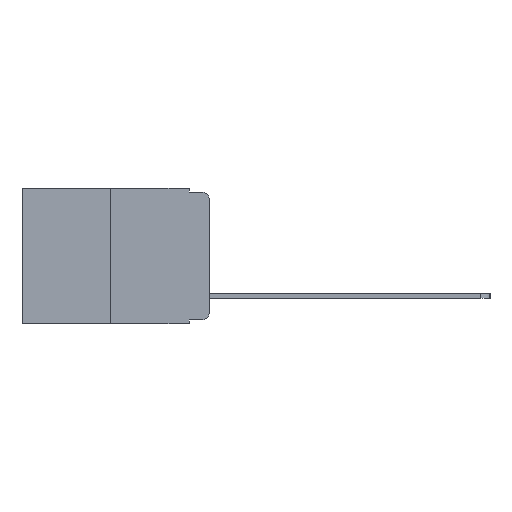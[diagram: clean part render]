
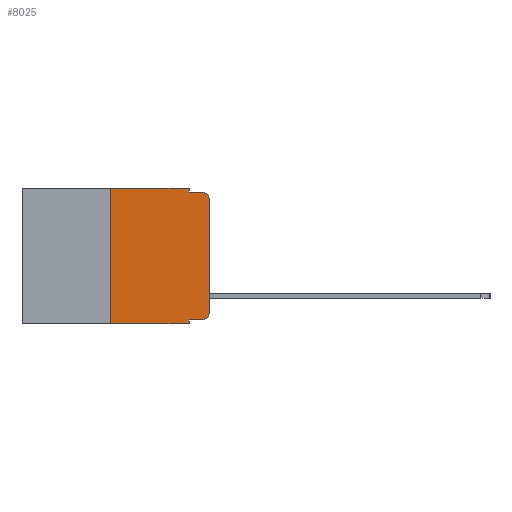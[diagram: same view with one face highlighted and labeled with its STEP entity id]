
A CAD part, left-side view. The second image highlights one B-rep face of the part: STEP entity #8025.
In plain terms, the highlighted planar face has unit normal (-1, 0, 0).
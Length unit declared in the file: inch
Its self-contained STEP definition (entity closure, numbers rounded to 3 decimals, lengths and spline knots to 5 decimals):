
#371 = EDGE_CURVE ( 'NONE', #4390, #2065, #10204, .T. ) ;
#550 = VERTEX_POINT ( 'NONE', #20345 ) ;
#736 = PLANE ( 'NONE',  #807 ) ;
#807 = AXIS2_PLACEMENT_3D ( 'NONE', #16811, #5802, #16868 ) ;
#968 = CARTESIAN_POINT ( 'NONE',  ( 0., 0.02, -0.01 ) ) ;
#1151 = LINE ( 'NONE', #13255, #13604 ) ;
#1210 = ORIENTED_EDGE ( 'NONE', *, *, #371, .T. ) ;
#1875 = DIRECTION ( 'NONE',  ( -1., 0., 0. ) ) ;
#1962 = LINE ( 'NONE', #15843, #18419 ) ;
#2065 = VERTEX_POINT ( 'NONE', #6274 ) ;
#2354 = EDGE_CURVE ( 'NONE', #4270, #3731, #12364, .T. ) ;
#2437 = CIRCLE ( 'NONE', #16082, 0.02 ) ;
#2517 = CARTESIAN_POINT ( 'NONE',  ( 0., 0., 0. ) ) ;
#3041 = EDGE_CURVE ( 'NONE', #4270, #14025, #1151, .T. ) ;
#3093 = ORIENTED_EDGE ( 'NONE', *, *, #3041, .F. ) ;
#3731 = VERTEX_POINT ( 'NONE', #13226 ) ;
#4006 = DIRECTION ( 'NONE',  ( -1., 0., 0. ) ) ;
#4054 = AXIS2_PLACEMENT_3D ( 'NONE', #13637, #4006, #15236 ) ;
#4260 = CARTESIAN_POINT ( 'NONE',  ( 0., 0.25, 0. ) ) ;
#4270 = VERTEX_POINT ( 'NONE', #16036 ) ;
#4390 = VERTEX_POINT ( 'NONE', #8346 ) ;
#4599 = VECTOR ( 'NONE', #20490, 39.37008 ) ;
#4978 = VECTOR ( 'NONE', #17506, 39.37008 ) ;
#5038 = CIRCLE ( 'NONE', #4054, 0.02 ) ;
#5126 = LINE ( 'NONE', #9485, #4599 ) ;
#5427 = VERTEX_POINT ( 'NONE', #9285 ) ;
#5802 = DIRECTION ( 'NONE',  ( 1., 0., 0. ) ) ;
#5836 = DIRECTION ( 'NONE',  ( 0., -1., 0. ) ) ;
#6225 = EDGE_CURVE ( 'NONE', #12544, #14025, #1962, .T. ) ;
#6274 = CARTESIAN_POINT ( 'NONE',  ( 0., 0., -0.03 ) ) ;
#6501 = CARTESIAN_POINT ( 'NONE',  ( 0., 0.25, 0. ) ) ;
#7195 = EDGE_CURVE ( 'NONE', #3731, #4390, #2437, .T. ) ;
#7699 = CARTESIAN_POINT ( 'NONE',  ( 0., 0.25, -0.343 ) ) ;
#8025 = ADVANCED_FACE ( 'NONE', ( #16703 ), #736, .F. ) ;
#8126 = CARTESIAN_POINT ( 'NONE',  ( 0., 0.051, -0.343 ) ) ;
#8293 = VERTEX_POINT ( 'NONE', #968 ) ;
#8346 = CARTESIAN_POINT ( 'NONE',  ( 0., 0., -0.313 ) ) ;
#8521 = EDGE_CURVE ( 'NONE', #12544, #12489, #17649, .T. ) ;
#8873 = EDGE_LOOP ( 'NONE', ( #1210, #19757, #12418, #13421, #18020, #17090, #18527, #3093, #17576, #20062 ) ) ;
#9285 = CARTESIAN_POINT ( 'NONE',  ( 0., 0.051, -0.01 ) ) ;
#9485 = CARTESIAN_POINT ( 'NONE',  ( 0., 0.051, -0.01 ) ) ;
#10204 = LINE ( 'NONE', #2517, #13448 ) ;
#11605 = CARTESIAN_POINT ( 'NONE',  ( 0., 0.02, -0.313 ) ) ;
#12364 = LINE ( 'NONE', #14961, #20185 ) ;
#12418 = ORIENTED_EDGE ( 'NONE', *, *, #17989, .F. ) ;
#12489 = VERTEX_POINT ( 'NONE', #4260 ) ;
#12544 = VERTEX_POINT ( 'NONE', #7699 ) ;
#13186 = DIRECTION ( 'NONE',  ( 0., 0., -1. ) ) ;
#13226 = CARTESIAN_POINT ( 'NONE',  ( 0., 0.02, -0.333 ) ) ;
#13255 = CARTESIAN_POINT ( 'NONE',  ( 0., 0.051, 0. ) ) ;
#13421 = ORIENTED_EDGE ( 'NONE', *, *, #14935, .F. ) ;
#13448 = VECTOR ( 'NONE', #14760, 39.37008 ) ;
#13604 = VECTOR ( 'NONE', #16422, 39.37008 ) ;
#13637 = CARTESIAN_POINT ( 'NONE',  ( 0., 0.02, -0.03 ) ) ;
#14025 = VERTEX_POINT ( 'NONE', #8126 ) ;
#14760 = DIRECTION ( 'NONE',  ( 0., 0., 1. ) ) ;
#14935 = EDGE_CURVE ( 'NONE', #550, #5427, #20299, .T. ) ;
#14961 = CARTESIAN_POINT ( 'NONE',  ( 0., 0.051, -0.333 ) ) ;
#15236 = DIRECTION ( 'NONE',  ( 0., 0., -1. ) ) ;
#15593 = CARTESIAN_POINT ( 'NONE',  ( 0., 0.051, 0. ) ) ;
#15653 = DIRECTION ( 'NONE',  ( 0., 0., -1. ) ) ;
#15707 = VECTOR ( 'NONE', #15653, 39.37008 ) ;
#15843 = CARTESIAN_POINT ( 'NONE',  ( 0., 0.473, -0.343 ) ) ;
#16036 = CARTESIAN_POINT ( 'NONE',  ( 0., 0.051, -0.333 ) ) ;
#16082 = AXIS2_PLACEMENT_3D ( 'NONE', #11605, #1875, #13186 ) ;
#16244 = LINE ( 'NONE', #16895, #20364 ) ;
#16422 = DIRECTION ( 'NONE',  ( 0., 0., -1. ) ) ;
#16521 = DIRECTION ( 'NONE',  ( 0., -1., 0. ) ) ;
#16703 = FACE_OUTER_BOUND ( 'NONE', #8873, .T. ) ;
#16811 = CARTESIAN_POINT ( 'NONE',  ( 0., 0.473, 0. ) ) ;
#16868 = DIRECTION ( 'NONE',  ( 0., 0., -1. ) ) ;
#16895 = CARTESIAN_POINT ( 'NONE',  ( 0., 0.473, 0. ) ) ;
#17090 = ORIENTED_EDGE ( 'NONE', *, *, #8521, .F. ) ;
#17355 = DIRECTION ( 'NONE',  ( 0., -1., 0. ) ) ;
#17506 = DIRECTION ( 'NONE',  ( 0., 0., 1. ) ) ;
#17576 = ORIENTED_EDGE ( 'NONE', *, *, #2354, .T. ) ;
#17649 = LINE ( 'NONE', #6501, #4978 ) ;
#17989 = EDGE_CURVE ( 'NONE', #5427, #8293, #5126, .T. ) ;
#18020 = ORIENTED_EDGE ( 'NONE', *, *, #20197, .F. ) ;
#18419 = VECTOR ( 'NONE', #17355, 39.37008 ) ;
#18527 = ORIENTED_EDGE ( 'NONE', *, *, #6225, .T. ) ;
#19757 = ORIENTED_EDGE ( 'NONE', *, *, #20104, .T. ) ;
#20062 = ORIENTED_EDGE ( 'NONE', *, *, #7195, .T. ) ;
#20104 = EDGE_CURVE ( 'NONE', #2065, #8293, #5038, .T. ) ;
#20185 = VECTOR ( 'NONE', #16521, 39.37008 ) ;
#20197 = EDGE_CURVE ( 'NONE', #12489, #550, #16244, .T. ) ;
#20299 = LINE ( 'NONE', #15593, #15707 ) ;
#20345 = CARTESIAN_POINT ( 'NONE',  ( 0., 0.051, 0. ) ) ;
#20364 = VECTOR ( 'NONE', #5836, 39.37008 ) ;
#20490 = DIRECTION ( 'NONE',  ( 0., -1., 0. ) ) ;
